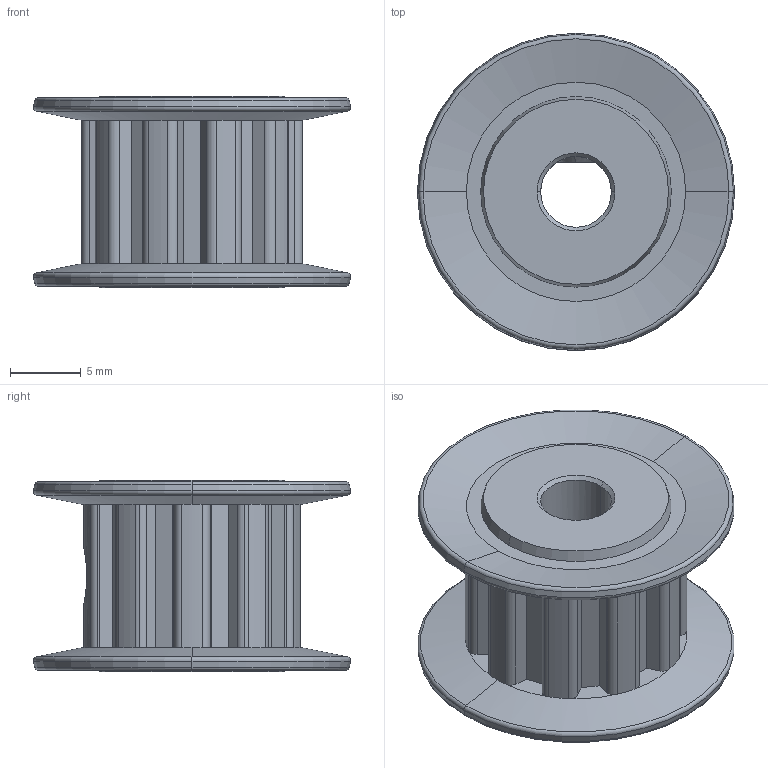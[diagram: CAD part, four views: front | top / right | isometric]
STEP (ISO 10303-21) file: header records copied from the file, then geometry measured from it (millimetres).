
FILE_DESCRIPTION (( 'STEP AP203' ), '1' );
FILE_NAME ('615418 assembly.STEP', '2017-10-27T19:47:45', ( '' ), ( '' ), 'SwSTEP 2.0', 'SolidWorks 2016', '' );
FILE_SCHEMA (( 'CONFIG_CONTROL_DESIGN' ));
Length unit declared in the file: inch
Products named in the file (3): 615418; 615418 assembly; 632134_91375A436
Assembly tree (2 placements, depth 2):
  615418 assembly
    615418
    632134_91375A436
Bounding box: 22.43 x 22.43 x 13.55 mm (x, y, z)
Volume: 2340.8 mm3; surface area: 2381.4 mm2
Topology: 2 solids, 2 shells, 212 faces, 536 edges, 327 vertices
Faces by surface type: cylinder 79, plane 70, cone 40, bspline 15, torus 8
Entity records: 16414 total; most frequent: CARTESIAN_POINT 11382, ORIENTED_EDGE 1064, DIRECTION 938, EDGE_CURVE 532, AXIS2_PLACEMENT_3D 365, VERTEX_POINT 327, EDGE_LOOP 219, ADVANCED_FACE 212
